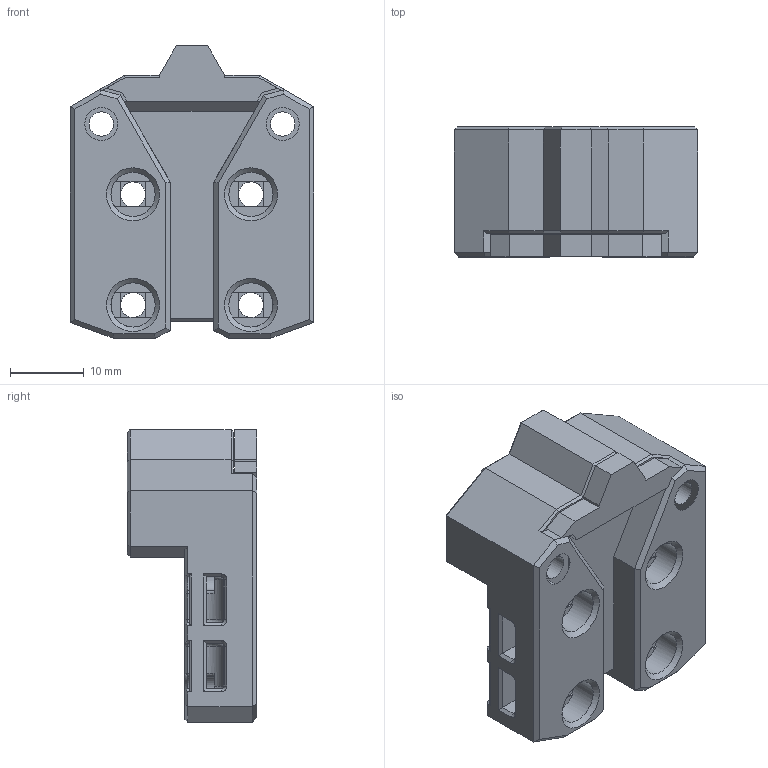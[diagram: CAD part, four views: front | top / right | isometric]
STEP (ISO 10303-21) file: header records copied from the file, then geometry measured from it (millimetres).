
FILE_DESCRIPTION(/* description */ ('','CAx-IF Rec.Pracs.---Representation and Presentation of Product Manufacturing Information (PMI)---4.0---2014-10-13'),/* implementation_level */ '2;1');
FILE_NAME(/* name */ 'x-carriage-2mm-offset.step',/* time_stamp */ '2025-02-08T08:33:59-06:00',/* author */ (''),/* organization */ (''),/* preprocessor_version */ 'ST-DEVELOPER v20',/* originating_system */ 'Autodesk Translation Framework v13.20.0.188',/* authorisation */ '');
FILE_SCHEMA (('AP242_MANAGED_MODEL_BASED_3D_ENGINEERING_MIM_LF { 1 0 10303 442 1 1 4 }'));
Length unit declared in the file: millimetre
Products named in the file (3): (Unsaved); carriage support; carriage-offset (1)
Assembly tree (2 placements, depth 2):
  (Unsaved)
    carriage support
    carriage-offset (1)
Bounding box: 33 x 17.6 x 39.65 mm (x, y, z)
Volume: 11164 mm3; surface area: 6570 mm2
Topology: 2 solids, 2 shells, 422 faces, 1137 edges, 705 vertices
Faces by surface type: plane 282, cylinder 87, cone 28, bspline 13, torus 12
Full cylindrical faces by diameter (mm): 2.8 x3, 3.3 x3, 3.4 x4, 4.7 x2, 6 x4
Entity records: 13417 total; most frequent: CARTESIAN_POINT 2742, ORIENTED_EDGE 2258, DIRECTION 2162, EDGE_CURVE 1129, LINE 832, VECTOR 832, VERTEX_POINT 705, AXIS2_PLACEMENT_3D 665
